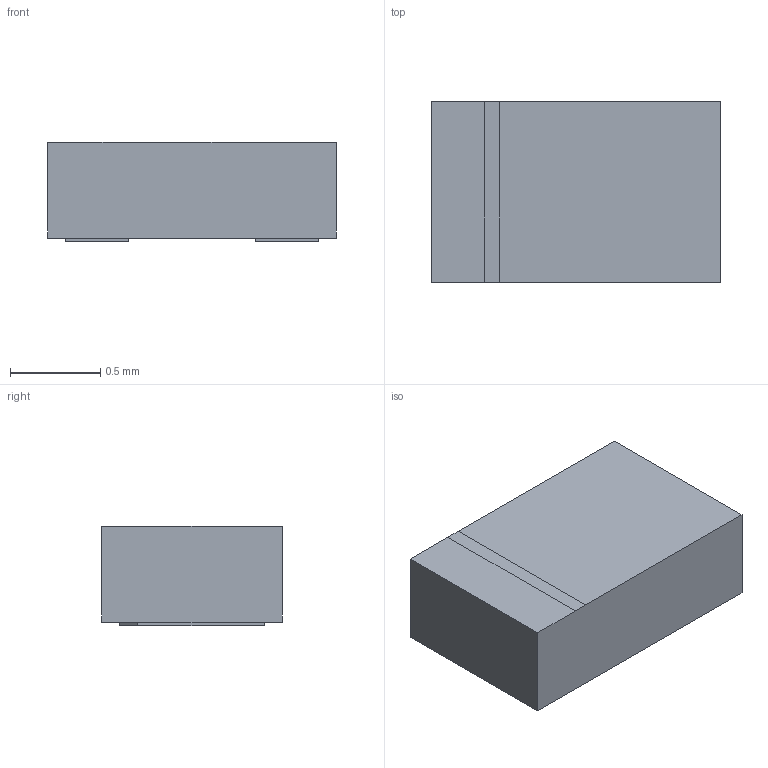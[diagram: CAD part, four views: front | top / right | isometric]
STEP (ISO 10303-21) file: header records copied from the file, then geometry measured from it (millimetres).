
FILE_DESCRIPTION (( 'STEP AP214' ), '1' );
FILE_NAME ('DFN1610-2_L1.6-W1.0-P1.05-RD.STEP', '2022-04-08T02:51:58', ( 'Sky123.Org' ), ( 'Sky123.Org' ), 'SwSTEP 2.0', 'SolidWorks 2017', '' );
FILE_SCHEMA (( 'AUTOMOTIVE_DESIGN' ));
Length unit declared in the file: millimetre
Products named in the file (1): DFN1610-2_L1.6-W1.0-P1.05-RD
Bounding box: 1.6 x 1 x 0.55 mm (x, y, z)
Volume: 0.9 mm3; surface area: 6.1 mm2
Topology: 1 solids, 1 shells, 78 faces, 201 edges, 134 vertices
Faces by surface type: plane 64, bspline 14
Entity records: 3290 total; most frequent: CARTESIAN_POINT 1212, ORIENTED_EDGE 402, DIRECTION 303, EDGE_CURVE 201, VECTOR 173, LINE 173, VERTEX_POINT 134, EDGE_LOOP 87
